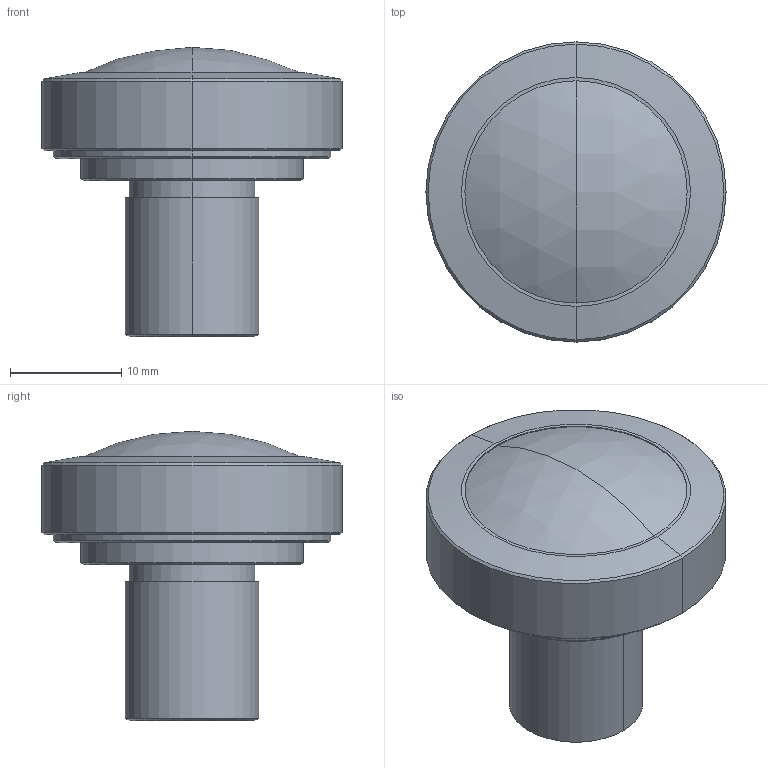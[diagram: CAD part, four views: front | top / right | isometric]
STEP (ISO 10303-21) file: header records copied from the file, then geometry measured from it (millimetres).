
FILE_DESCRIPTION (( 'STEP AP214' ), '1' );
FILE_NAME ('L1028KPRW.STEP', '2021-06-04T09:10:21', ( '' ), ( '' ), 'SwSTEP 2.0', 'SolidWorks 2021', '' );
FILE_SCHEMA (( 'AUTOMOTIVE_DESIGN' ));
Length unit declared in the file: millimetre
Products named in the file (1): L1028KPRW
Bounding box: 27 x 27 x 26.02 mm (x, y, z)
Volume: 6793.3 mm3; surface area: 2454 mm2
Topology: 1 solids, 1 shells, 47 faces, 94 edges, 56 vertices
Faces by surface type: cone 20, cylinder 14, plane 9, bspline 2, sphere 2
Entity records: 1969 total; most frequent: CARTESIAN_POINT 412, DIRECTION 238, ORIENTED_EDGE 184, AXIS2_PLACEMENT_3D 102, EDGE_CURVE 92, VERTEX_POINT 56, EDGE_LOOP 56, CIRCLE 56
